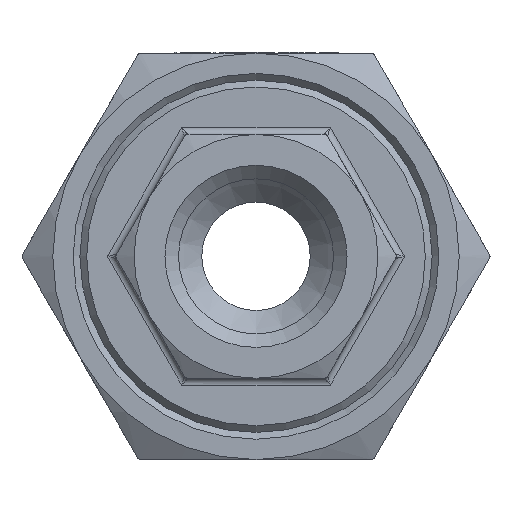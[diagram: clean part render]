
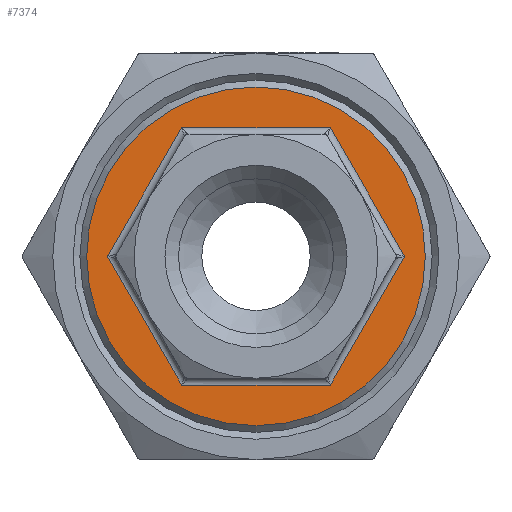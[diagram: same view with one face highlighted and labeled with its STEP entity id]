
A CAD part, left-side view. The second image highlights one B-rep face of the part: STEP entity #7374.
In plain terms, the highlighted planar face has unit normal (-1, 0, 0).
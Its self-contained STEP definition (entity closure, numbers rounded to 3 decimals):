
#16 = CARTESIAN_POINT ( 'NONE',  ( -7., -6.928, -7. ) ) ;
#21 = LINE ( 'NONE', #16, #470 ) ;
#24 = DIRECTION ( 'NONE',  ( 0., -0.5, 0.866 ) ) ;
#106 = DIRECTION ( 'NONE',  ( 0., -1., 0. ) ) ;
#125 = CARTESIAN_POINT ( 'NONE',  ( -7., 2.598, -9.5 ) ) ;
#126 = LINE ( 'NONE', #125, #478 ) ;
#165 = LINE ( 'NONE', #175, #484 ) ;
#168 = DIRECTION ( 'NONE',  ( 0., -0.5, -0.866 ) ) ;
#175 = CARTESIAN_POINT ( 'NONE',  ( -7., 9.526, -2.5 ) ) ;
#192 = VECTOR ( 'NONE', #8721, 1000. ) ;
#194 = CIRCLE ( 'NONE', #217, 12.5 ) ;
#197 = VECTOR ( 'NONE', #8766, 1000. ) ;
#217 = AXIS2_PLACEMENT_3D ( 'NONE', #8782, #8759, #8778 ) ;
#245 = VECTOR ( 'NONE', #8835, 1000. ) ;
#470 = VECTOR ( 'NONE', #24, 1000. ) ;
#478 = VECTOR ( 'NONE', #106, 1000. ) ;
#484 = VECTOR ( 'NONE', #168, 1000. ) ;
#3006 = ORIENTED_EDGE ( 'NONE', *, *, #9844, .T. ) ;
#3009 = ORIENTED_EDGE ( 'NONE', *, *, #9726, .F. ) ;
#3011 = ORIENTED_EDGE ( 'NONE', *, *, #9862, .F. ) ;
#3019 = ORIENTED_EDGE ( 'NONE', *, *, #9856, .F. ) ;
#3021 = ORIENTED_EDGE ( 'NONE', *, *, #9842, .F. ) ;
#3058 = ORIENTED_EDGE ( 'NONE', *, *, #9765, .F. ) ;
#3069 = ORIENTED_EDGE ( 'NONE', *, *, #9753, .F. ) ;
#5556 = VERTEX_POINT ( 'NONE', #6582 ) ;
#5586 = VERTEX_POINT ( 'NONE', #6580 ) ;
#5592 = VERTEX_POINT ( 'NONE', #6561 ) ;
#5612 = VERTEX_POINT ( 'NONE', #6575 ) ;
#5632 = VERTEX_POINT ( 'NONE', #6606 ) ;
#5677 = EDGE_LOOP ( 'NONE', ( #3058, #3019, #3011, #3021, #3009, #3069 ) ) ;
#5755 = EDGE_LOOP ( 'NONE', ( #3006 ) ) ;
#5831 = VERTEX_POINT ( 'NONE', #6604 ) ;
#6333 = FACE_OUTER_BOUND ( 'NONE', #5755, .T. ) ;
#6353 = PLANE ( 'NONE',  #12275 ) ;
#6354 = DIRECTION ( 'NONE',  ( 0., -1., 0. ) ) ;
#6357 = DIRECTION ( 'NONE',  ( -1., 0., 0. ) ) ;
#6373 = FACE_BOUND ( 'NONE', #5677, .T. ) ;
#6400 = CARTESIAN_POINT ( 'NONE',  ( -7., 0., 0. ) ) ;
#6561 = CARTESIAN_POINT ( 'NONE',  ( -7., -10.97, 0. ) ) ;
#6575 = CARTESIAN_POINT ( 'NONE',  ( -7., -5.485, 9.5 ) ) ;
#6580 = CARTESIAN_POINT ( 'NONE',  ( -7., 10.97, 0. ) ) ;
#6582 = CARTESIAN_POINT ( 'NONE',  ( -7., 5.485, -9.5 ) ) ;
#6604 = CARTESIAN_POINT ( 'NONE',  ( -7., 5.485, 9.5 ) ) ;
#6606 = CARTESIAN_POINT ( 'NONE',  ( -7., -5.485, -9.5 ) ) ;
#7374 = ADVANCED_FACE ( 'NONE', ( #6333, #6373 ), #6353, .T. ) ;
#8717 = CARTESIAN_POINT ( 'NONE',  ( -7., -9.526, 2.5 ) ) ;
#8721 = DIRECTION ( 'NONE',  ( 0., 0.5, 0.866 ) ) ;
#8754 = LINE ( 'NONE', #8717, #192 ) ;
#8759 = DIRECTION ( 'NONE',  ( -1., 0., 0. ) ) ;
#8764 = CARTESIAN_POINT ( 'NONE',  ( -7., 6.928, 7. ) ) ;
#8766 = DIRECTION ( 'NONE',  ( 0., 0.5, -0.866 ) ) ;
#8775 = LINE ( 'NONE', #8764, #197 ) ;
#8778 = DIRECTION ( 'NONE',  ( 0., 0., 1. ) ) ;
#8782 = CARTESIAN_POINT ( 'NONE',  ( -7., 0., 0. ) ) ;
#8830 = LINE ( 'NONE', #8844, #245 ) ;
#8835 = DIRECTION ( 'NONE',  ( 0., 1., 0. ) ) ;
#8844 = CARTESIAN_POINT ( 'NONE',  ( -7., -2.598, 9.5 ) ) ;
#8913 = CARTESIAN_POINT ( 'NONE',  ( -7., 0., 12.5 ) ) ;
#8926 = VERTEX_POINT ( 'NONE', #8913 ) ;
#9726 = EDGE_CURVE ( 'NONE', #5632, #5592, #21, .T. ) ;
#9753 = EDGE_CURVE ( 'NONE', #5556, #5632, #126, .T. ) ;
#9765 = EDGE_CURVE ( 'NONE', #5586, #5556, #165, .T. ) ;
#9842 = EDGE_CURVE ( 'NONE', #5592, #5612, #8754, .T. ) ;
#9844 = EDGE_CURVE ( 'NONE', #8926, #8926, #194, .T. ) ;
#9856 = EDGE_CURVE ( 'NONE', #5831, #5586, #8775, .T. ) ;
#9862 = EDGE_CURVE ( 'NONE', #5612, #5831, #8830, .T. ) ;
#12275 = AXIS2_PLACEMENT_3D ( 'NONE', #6400, #6357, #6354 ) ;
